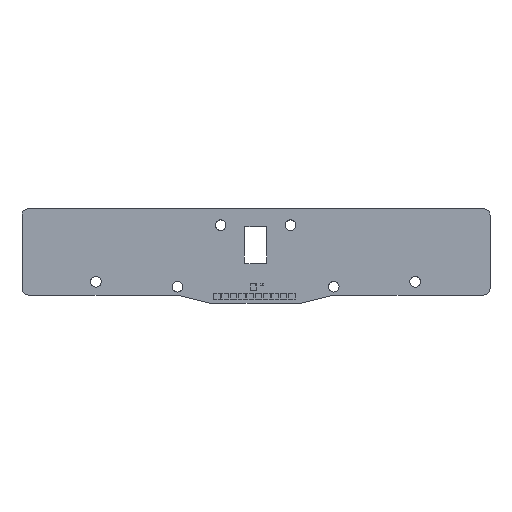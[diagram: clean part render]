
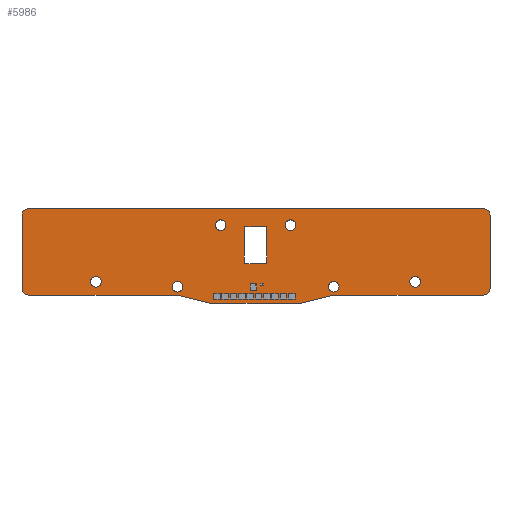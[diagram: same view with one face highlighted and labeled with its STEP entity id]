
A CAD part, top view. The second image highlights one B-rep face of the part: STEP entity #5986.
In plain terms, the highlighted planar face has unit normal (0, 0, 1).
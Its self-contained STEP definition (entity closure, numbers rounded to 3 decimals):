
#5633 = VERTEX_POINT('',#5634);
#5634 = CARTESIAN_POINT('',(206.,-57.,1.6));
#5640 = EDGE_CURVE('',#5633,#5641,#5643,.T.);
#5641 = VERTEX_POINT('',#5642);
#5642 = CARTESIAN_POINT('',(208.,-59.,1.6));
#5643 = CIRCLE('',#5644,2.);
#5644 = AXIS2_PLACEMENT_3D('',#5645,#5646,#5647);
#5645 = CARTESIAN_POINT('',(206.,-59.,1.6));
#5646 = DIRECTION('',(0.,0.,-1.));
#5647 = DIRECTION('',(0.,1.,0.));
#5675 = VERTEX_POINT('',#5676);
#5676 = CARTESIAN_POINT('',(69.25,-57.,1.6));
#5682 = EDGE_CURVE('',#5675,#5633,#5683,.T.);
#5683 = LINE('',#5684,#5685);
#5684 = CARTESIAN_POINT('',(69.25,-57.,1.6));
#5685 = VECTOR('',#5686,1.);
#5686 = DIRECTION('',(1.,0.,0.));
#5704 = EDGE_CURVE('',#5641,#5705,#5707,.T.);
#5705 = VERTEX_POINT('',#5706);
#5706 = CARTESIAN_POINT('',(208.,-81.,1.6));
#5707 = LINE('',#5708,#5709);
#5708 = CARTESIAN_POINT('',(208.,-59.,1.6));
#5709 = VECTOR('',#5710,1.);
#5710 = DIRECTION('',(0.,-1.,0.));
#5986 = ADVANCED_FACE('',(#5987,#6101,#6112,#6123,#6134,#6145,#6156,
    #6226),#6237,.T.);
#5987 = FACE_BOUND('',#5988,.T.);
#5988 = EDGE_LOOP('',(#5989,#5990,#5991,#6000,#6008,#6017,#6025,#6034,
    #6042,#6051,#6059,#6068,#6076,#6085,#6093,#6100));
#5989 = ORIENTED_EDGE('',*,*,#5640,.F.);
#5990 = ORIENTED_EDGE('',*,*,#5682,.F.);
#5991 = ORIENTED_EDGE('',*,*,#5992,.F.);
#5992 = EDGE_CURVE('',#5993,#5675,#5995,.T.);
#5993 = VERTEX_POINT('',#5994);
#5994 = CARTESIAN_POINT('',(67.25,-59.,1.6));
#5995 = CIRCLE('',#5996,2.);
#5996 = AXIS2_PLACEMENT_3D('',#5997,#5998,#5999);
#5997 = CARTESIAN_POINT('',(69.25,-59.,1.6));
#5998 = DIRECTION('',(0.,0.,-1.));
#5999 = DIRECTION('',(-1.,0.,-0.));
#6000 = ORIENTED_EDGE('',*,*,#6001,.F.);
#6001 = EDGE_CURVE('',#6002,#5993,#6004,.T.);
#6002 = VERTEX_POINT('',#6003);
#6003 = CARTESIAN_POINT('',(67.25,-81.,1.6));
#6004 = LINE('',#6005,#6006);
#6005 = CARTESIAN_POINT('',(67.25,-81.,1.6));
#6006 = VECTOR('',#6007,1.);
#6007 = DIRECTION('',(0.,1.,0.));
#6008 = ORIENTED_EDGE('',*,*,#6009,.F.);
#6009 = EDGE_CURVE('',#6010,#6002,#6012,.T.);
#6010 = VERTEX_POINT('',#6011);
#6011 = CARTESIAN_POINT('',(69.25,-83.,1.6));
#6012 = CIRCLE('',#6013,2.);
#6013 = AXIS2_PLACEMENT_3D('',#6014,#6015,#6016);
#6014 = CARTESIAN_POINT('',(69.25,-81.,1.6));
#6015 = DIRECTION('',(0.,0.,-1.));
#6016 = DIRECTION('',(0.,-1.,0.));
#6017 = ORIENTED_EDGE('',*,*,#6018,.F.);
#6018 = EDGE_CURVE('',#6019,#6010,#6021,.T.);
#6019 = VERTEX_POINT('',#6020);
#6020 = CARTESIAN_POINT('',(113.692,-83.,1.6));
#6021 = LINE('',#6022,#6023);
#6022 = CARTESIAN_POINT('',(113.692,-83.,1.6));
#6023 = VECTOR('',#6024,1.);
#6024 = DIRECTION('',(-1.,0.,0.));
#6025 = ORIENTED_EDGE('',*,*,#6026,.F.);
#6026 = EDGE_CURVE('',#6027,#6019,#6029,.T.);
#6027 = VERTEX_POINT('',#6028);
#6028 = CARTESIAN_POINT('',(114.299,-83.075,1.6));
#6029 = CIRCLE('',#6030,2.5);
#6030 = AXIS2_PLACEMENT_3D('',#6031,#6032,#6033);
#6031 = CARTESIAN_POINT('',(113.692,-85.5,1.6));
#6032 = DIRECTION('',(0.,0.,1.));
#6033 = DIRECTION('',(0.243,0.97,-0.));
#6034 = ORIENTED_EDGE('',*,*,#6035,.F.);
#6035 = EDGE_CURVE('',#6036,#6027,#6038,.T.);
#6036 = VERTEX_POINT('',#6037);
#6037 = CARTESIAN_POINT('',(123.712,-85.431,1.6));
#6038 = LINE('',#6039,#6040);
#6039 = CARTESIAN_POINT('',(123.712,-85.431,1.6));
#6040 = VECTOR('',#6041,1.);
#6041 = DIRECTION('',(-0.97,0.243,0.));
#6042 = ORIENTED_EDGE('',*,*,#6043,.F.);
#6043 = EDGE_CURVE('',#6044,#6036,#6046,.T.);
#6044 = VERTEX_POINT('',#6045);
#6045 = CARTESIAN_POINT('',(124.296,-85.5,1.6));
#6046 = CIRCLE('',#6047,2.5);
#6047 = AXIS2_PLACEMENT_3D('',#6048,#6049,#6050);
#6048 = CARTESIAN_POINT('',(124.296,-83.,1.6));
#6049 = DIRECTION('',(0.,0.,-1.));
#6050 = DIRECTION('',(0.,-1.,-0.));
#6051 = ORIENTED_EDGE('',*,*,#6052,.F.);
#6052 = EDGE_CURVE('',#6053,#6044,#6055,.T.);
#6053 = VERTEX_POINT('',#6054);
#6054 = CARTESIAN_POINT('',(150.704,-85.5,1.6));
#6055 = LINE('',#6056,#6057);
#6056 = CARTESIAN_POINT('',(150.704,-85.5,1.6));
#6057 = VECTOR('',#6058,1.);
#6058 = DIRECTION('',(-1.,0.,0.));
#6059 = ORIENTED_EDGE('',*,*,#6060,.F.);
#6060 = EDGE_CURVE('',#6061,#6053,#6063,.T.);
#6061 = VERTEX_POINT('',#6062);
#6062 = CARTESIAN_POINT('',(151.288,-85.431,1.6));
#6063 = CIRCLE('',#6064,2.5);
#6064 = AXIS2_PLACEMENT_3D('',#6065,#6066,#6067);
#6065 = CARTESIAN_POINT('',(150.704,-83.,1.6));
#6066 = DIRECTION('',(0.,0.,-1.));
#6067 = DIRECTION('',(0.233,-0.972,0.));
#6068 = ORIENTED_EDGE('',*,*,#6069,.F.);
#6069 = EDGE_CURVE('',#6070,#6061,#6072,.T.);
#6070 = VERTEX_POINT('',#6071);
#6071 = CARTESIAN_POINT('',(160.701,-83.075,1.6));
#6072 = LINE('',#6073,#6074);
#6073 = CARTESIAN_POINT('',(160.701,-83.075,1.6));
#6074 = VECTOR('',#6075,1.);
#6075 = DIRECTION('',(-0.97,-0.243,0.));
#6076 = ORIENTED_EDGE('',*,*,#6077,.F.);
#6077 = EDGE_CURVE('',#6078,#6070,#6080,.T.);
#6078 = VERTEX_POINT('',#6079);
#6079 = CARTESIAN_POINT('',(161.308,-83.,1.6));
#6080 = CIRCLE('',#6081,2.5);
#6081 = AXIS2_PLACEMENT_3D('',#6082,#6083,#6084);
#6082 = CARTESIAN_POINT('',(161.308,-85.5,1.6));
#6083 = DIRECTION('',(0.,0.,1.));
#6084 = DIRECTION('',(0.,1.,0.));
#6085 = ORIENTED_EDGE('',*,*,#6086,.F.);
#6086 = EDGE_CURVE('',#6087,#6078,#6089,.T.);
#6087 = VERTEX_POINT('',#6088);
#6088 = CARTESIAN_POINT('',(206.,-83.,1.6));
#6089 = LINE('',#6090,#6091);
#6090 = CARTESIAN_POINT('',(206.,-83.,1.6));
#6091 = VECTOR('',#6092,1.);
#6092 = DIRECTION('',(-1.,0.,0.));
#6093 = ORIENTED_EDGE('',*,*,#6094,.F.);
#6094 = EDGE_CURVE('',#5705,#6087,#6095,.T.);
#6095 = CIRCLE('',#6096,2.);
#6096 = AXIS2_PLACEMENT_3D('',#6097,#6098,#6099);
#6097 = CARTESIAN_POINT('',(206.,-81.,1.6));
#6098 = DIRECTION('',(0.,0.,-1.));
#6099 = DIRECTION('',(1.,0.,0.));
#6100 = ORIENTED_EDGE('',*,*,#5704,.F.);
#6101 = FACE_BOUND('',#6102,.T.);
#6102 = EDGE_LOOP('',(#6103));
#6103 = ORIENTED_EDGE('',*,*,#6104,.T.);
#6104 = EDGE_CURVE('',#6105,#6105,#6107,.T.);
#6105 = VERTEX_POINT('',#6106);
#6106 = CARTESIAN_POINT('',(89.5,-80.6,1.6));
#6107 = CIRCLE('',#6108,1.6);
#6108 = AXIS2_PLACEMENT_3D('',#6109,#6110,#6111);
#6109 = CARTESIAN_POINT('',(89.5,-79.,1.6));
#6110 = DIRECTION('',(-0.,0.,-1.));
#6111 = DIRECTION('',(-0.,-1.,0.));
#6112 = FACE_BOUND('',#6113,.T.);
#6113 = EDGE_LOOP('',(#6114));
#6114 = ORIENTED_EDGE('',*,*,#6115,.T.);
#6115 = EDGE_CURVE('',#6116,#6116,#6118,.T.);
#6116 = VERTEX_POINT('',#6117);
#6117 = CARTESIAN_POINT('',(114.,-82.1,1.6));
#6118 = CIRCLE('',#6119,1.6);
#6119 = AXIS2_PLACEMENT_3D('',#6120,#6121,#6122);
#6120 = CARTESIAN_POINT('',(114.,-80.5,1.6));
#6121 = DIRECTION('',(-0.,0.,-1.));
#6122 = DIRECTION('',(-0.,-1.,0.));
#6123 = FACE_BOUND('',#6124,.T.);
#6124 = EDGE_LOOP('',(#6125));
#6125 = ORIENTED_EDGE('',*,*,#6126,.T.);
#6126 = EDGE_CURVE('',#6127,#6127,#6129,.T.);
#6127 = VERTEX_POINT('',#6128);
#6128 = CARTESIAN_POINT('',(161.,-82.1,1.6));
#6129 = CIRCLE('',#6130,1.6);
#6130 = AXIS2_PLACEMENT_3D('',#6131,#6132,#6133);
#6131 = CARTESIAN_POINT('',(161.,-80.5,1.6));
#6132 = DIRECTION('',(-0.,0.,-1.));
#6133 = DIRECTION('',(-0.,-1.,0.));
#6134 = FACE_BOUND('',#6135,.T.);
#6135 = EDGE_LOOP('',(#6136));
#6136 = ORIENTED_EDGE('',*,*,#6137,.T.);
#6137 = EDGE_CURVE('',#6138,#6138,#6140,.T.);
#6138 = VERTEX_POINT('',#6139);
#6139 = CARTESIAN_POINT('',(185.5,-80.6,1.6));
#6140 = CIRCLE('',#6141,1.6);
#6141 = AXIS2_PLACEMENT_3D('',#6142,#6143,#6144);
#6142 = CARTESIAN_POINT('',(185.5,-79.,1.6));
#6143 = DIRECTION('',(-0.,0.,-1.));
#6144 = DIRECTION('',(-0.,-1.,0.));
#6145 = FACE_BOUND('',#6146,.T.);
#6146 = EDGE_LOOP('',(#6147));
#6147 = ORIENTED_EDGE('',*,*,#6148,.T.);
#6148 = EDGE_CURVE('',#6149,#6149,#6151,.T.);
#6149 = VERTEX_POINT('',#6150);
#6150 = CARTESIAN_POINT('',(127.,-63.6,1.6));
#6151 = CIRCLE('',#6152,1.6);
#6152 = AXIS2_PLACEMENT_3D('',#6153,#6154,#6155);
#6153 = CARTESIAN_POINT('',(127.,-62.,1.6));
#6154 = DIRECTION('',(-0.,0.,-1.));
#6155 = DIRECTION('',(-0.,-1.,0.));
#6156 = FACE_BOUND('',#6157,.T.);
#6157 = EDGE_LOOP('',(#6158,#6169,#6177,#6186,#6194,#6203,#6211,#6220));
#6158 = ORIENTED_EDGE('',*,*,#6159,.F.);
#6159 = EDGE_CURVE('',#6160,#6162,#6164,.T.);
#6160 = VERTEX_POINT('',#6161);
#6161 = CARTESIAN_POINT('',(134.6,-62.4,1.6));
#6162 = VERTEX_POINT('',#6163);
#6163 = CARTESIAN_POINT('',(134.1,-62.9,1.6));
#6164 = CIRCLE('',#6165,0.5);
#6165 = AXIS2_PLACEMENT_3D('',#6166,#6167,#6168);
#6166 = CARTESIAN_POINT('',(134.6,-62.9,1.6));
#6167 = DIRECTION('',(0.,0.,1.));
#6168 = DIRECTION('',(0.,1.,0.));
#6169 = ORIENTED_EDGE('',*,*,#6170,.F.);
#6170 = EDGE_CURVE('',#6171,#6160,#6173,.T.);
#6171 = VERTEX_POINT('',#6172);
#6172 = CARTESIAN_POINT('',(140.4,-62.4,1.6));
#6173 = LINE('',#6174,#6175);
#6174 = CARTESIAN_POINT('',(140.4,-62.4,1.6));
#6175 = VECTOR('',#6176,1.);
#6176 = DIRECTION('',(-1.,0.,0.));
#6177 = ORIENTED_EDGE('',*,*,#6178,.F.);
#6178 = EDGE_CURVE('',#6179,#6171,#6181,.T.);
#6179 = VERTEX_POINT('',#6180);
#6180 = CARTESIAN_POINT('',(140.9,-62.9,1.6));
#6181 = CIRCLE('',#6182,0.5);
#6182 = AXIS2_PLACEMENT_3D('',#6183,#6184,#6185);
#6183 = CARTESIAN_POINT('',(140.4,-62.9,1.6));
#6184 = DIRECTION('',(0.,0.,1.));
#6185 = DIRECTION('',(1.,0.,-0.));
#6186 = ORIENTED_EDGE('',*,*,#6187,.F.);
#6187 = EDGE_CURVE('',#6188,#6179,#6190,.T.);
#6188 = VERTEX_POINT('',#6189);
#6189 = CARTESIAN_POINT('',(140.9,-73.1,1.6));
#6190 = LINE('',#6191,#6192);
#6191 = CARTESIAN_POINT('',(140.9,-73.1,1.6));
#6192 = VECTOR('',#6193,1.);
#6193 = DIRECTION('',(0.,1.,0.));
#6194 = ORIENTED_EDGE('',*,*,#6195,.F.);
#6195 = EDGE_CURVE('',#6196,#6188,#6198,.T.);
#6196 = VERTEX_POINT('',#6197);
#6197 = CARTESIAN_POINT('',(140.4,-73.6,1.6));
#6198 = CIRCLE('',#6199,0.5);
#6199 = AXIS2_PLACEMENT_3D('',#6200,#6201,#6202);
#6200 = CARTESIAN_POINT('',(140.4,-73.1,1.6));
#6201 = DIRECTION('',(0.,0.,1.));
#6202 = DIRECTION('',(0.,-1.,0.));
#6203 = ORIENTED_EDGE('',*,*,#6204,.F.);
#6204 = EDGE_CURVE('',#6205,#6196,#6207,.T.);
#6205 = VERTEX_POINT('',#6206);
#6206 = CARTESIAN_POINT('',(134.6,-73.6,1.6));
#6207 = LINE('',#6208,#6209);
#6208 = CARTESIAN_POINT('',(134.6,-73.6,1.6));
#6209 = VECTOR('',#6210,1.);
#6210 = DIRECTION('',(1.,0.,0.));
#6211 = ORIENTED_EDGE('',*,*,#6212,.F.);
#6212 = EDGE_CURVE('',#6213,#6205,#6215,.T.);
#6213 = VERTEX_POINT('',#6214);
#6214 = CARTESIAN_POINT('',(134.1,-73.1,1.6));
#6215 = CIRCLE('',#6216,0.5);
#6216 = AXIS2_PLACEMENT_3D('',#6217,#6218,#6219);
#6217 = CARTESIAN_POINT('',(134.6,-73.1,1.6));
#6218 = DIRECTION('',(0.,0.,1.));
#6219 = DIRECTION('',(-1.,0.,0.));
#6220 = ORIENTED_EDGE('',*,*,#6221,.F.);
#6221 = EDGE_CURVE('',#6162,#6213,#6222,.T.);
#6222 = LINE('',#6223,#6224);
#6223 = CARTESIAN_POINT('',(134.1,-62.9,1.6));
#6224 = VECTOR('',#6225,1.);
#6225 = DIRECTION('',(0.,-1.,0.));
#6226 = FACE_BOUND('',#6227,.T.);
#6227 = EDGE_LOOP('',(#6228));
#6228 = ORIENTED_EDGE('',*,*,#6229,.T.);
#6229 = EDGE_CURVE('',#6230,#6230,#6232,.T.);
#6230 = VERTEX_POINT('',#6231);
#6231 = CARTESIAN_POINT('',(148.,-63.6,1.6));
#6232 = CIRCLE('',#6233,1.6);
#6233 = AXIS2_PLACEMENT_3D('',#6234,#6235,#6236);
#6234 = CARTESIAN_POINT('',(148.,-62.,1.6));
#6235 = DIRECTION('',(-0.,0.,-1.));
#6236 = DIRECTION('',(-0.,-1.,0.));
#6237 = PLANE('',#6238);
#6238 = AXIS2_PLACEMENT_3D('',#6239,#6240,#6241);
#6239 = CARTESIAN_POINT('',(0.,0.,1.6));
#6240 = DIRECTION('',(0.,0.,1.));
#6241 = DIRECTION('',(1.,0.,-0.));
